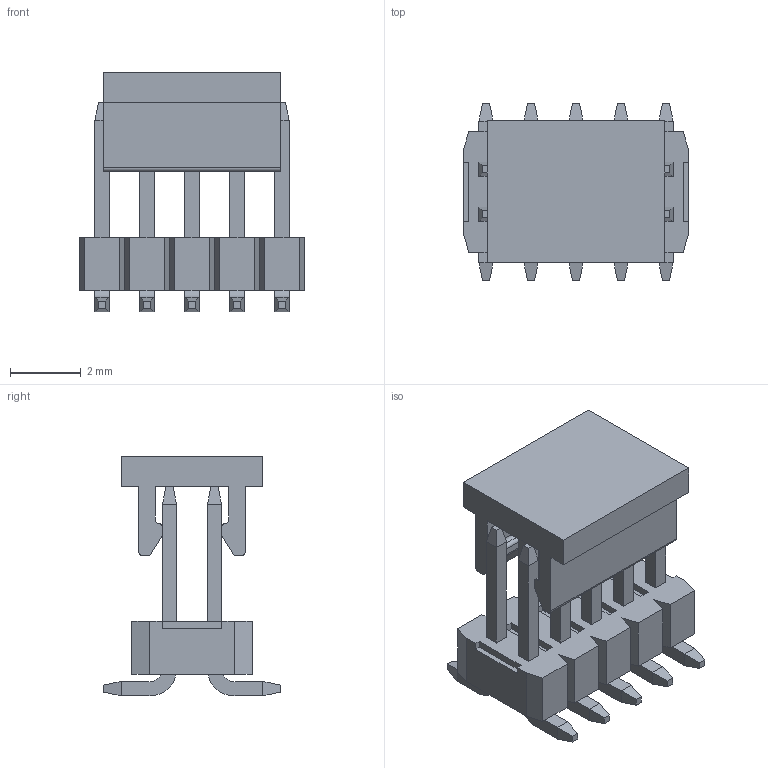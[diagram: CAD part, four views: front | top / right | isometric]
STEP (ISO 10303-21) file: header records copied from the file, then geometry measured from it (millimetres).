
FILE_DESCRIPTION(/* description */ ('Unknown'),/* implementation_level */ '2;1');
FILE_NAME(/* name */ '62131021021',/* time_stamp */ '2017-03-28T11:25:06+02:00',/* author */ ('Unknown'),/* organization */ ('Unknown'),/* preprocessor_version */ 'ST-DEVELOPER v16.7',/* originating_system */ 'DEX',/* authorisation */ $);
FILE_SCHEMA (('AUTOMOTIVE_DESIGN {1 0 10303 214 3 1 1}'));
Length unit declared in the file: millimetre
Products named in the file (4): 6213xx21021; 621x1021021_Housing; 6210xx21021_PIN; 6213xx21021_Cap
Assembly tree (12 placements, depth 2):
  6213xx21021
    621x1021021_Housing
    6210xx21021_PIN  x10
    6213xx21021_Cap
Bounding box: 6.35 x 5 x 6.76 mm (x, y, z)
Volume: 66.3 mm3; surface area: 315.8 mm2
Topology: 12 solids, 12 shells, 310 faces, 766 edges, 484 vertices
Faces by surface type: plane 280, cylinder 30
Entity records: 4825 total; most frequent: CARTESIAN_POINT 835, ORIENTED_EDGE 812, DIRECTION 752, EDGE_CURVE 406, LINE 382, VECTOR 382, VERTEX_POINT 268, AXIS2_PLACEMENT_3D 185
